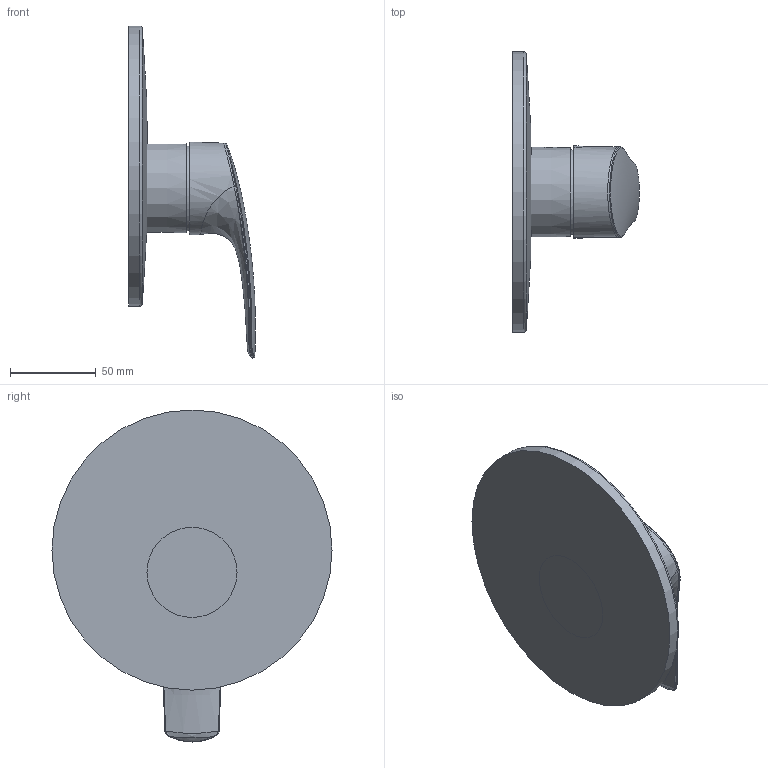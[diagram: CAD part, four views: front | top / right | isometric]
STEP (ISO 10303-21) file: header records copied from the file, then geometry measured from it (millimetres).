
FILE_DESCRIPTION(/* description */ ('Unknown'),/* implementation_level */ '2;1');
FILE_NAME(/* name */ '33556003',/* time_stamp */ '2022-08-29T08:04:10+02:00',/* author */ ('Unknown'),/* organization */ ('GROHE AG'),/* preprocessor_version */ 'ST-DEVELOPER v16.7',/* originating_system */ 'DEX',/* authorisation */ $);
FILE_SCHEMA (('AUTOMOTIVE_DESIGN {1 0 10303 214 3 1 1}'));
Length unit declared in the file: millimetre
Products named in the file (3): 33556003; id11; 1
Assembly tree (2 placements, depth 2):
  33556003
    id11
    1
Bounding box: 73.81 x 163 x 193.2 mm (x, y, z)
Surface area: 67611.1 mm2 (no closed solid volume)
Topology: 0 solids, 3 shells, 41 faces, 102 edges, 58 vertices
Faces by surface type: bspline 30, cylinder 4, plane 3, sphere 2, cone 1, torus 1
Full cylindrical faces by diameter (mm): 163 x1
Entity records: 8959 total; most frequent: CARTESIAN_POINT 8208, ORIENTED_EDGE 160, EDGE_CURVE 85, B_SPLINE_CURVE_WITH_KNOTS 65, DIRECTION 63, VERTEX_POINT 53, EDGE_LOOP 48, FACE_BOUND 48
